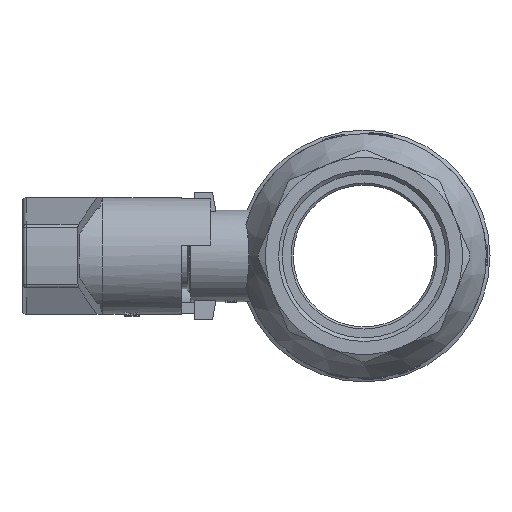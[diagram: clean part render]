
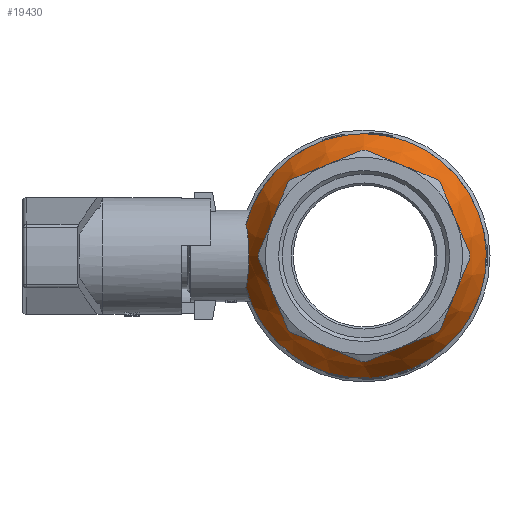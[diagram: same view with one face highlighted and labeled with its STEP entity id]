
A CAD part, left-side view. The second image highlights one B-rep face of the part: STEP entity #19430.
In plain terms, the highlighted conical face has half-angle 28.369 degrees and reference radius 26.75 mm.
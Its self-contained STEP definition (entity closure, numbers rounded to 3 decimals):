
#4023=B_SPLINE_CURVE_WITH_KNOTS('',3,(#30908,#30909,#30910,#30911,#30912,
#30913,#30914,#30915),.UNSPECIFIED.,.F.,.F.,(4,1,1,1,1,4),(0.,0.002,
0.005,0.01,0.014,0.019),
 .UNSPECIFIED.);
#4117=CONICAL_SURFACE('',#21088,26.75,0.495);
#5701=ORIENTED_EDGE('',*,*,#11675,.F.);
#5702=ORIENTED_EDGE('',*,*,#11259,.T.);
#5703=ORIENTED_EDGE('',*,*,#11733,.F.);
#11259=EDGE_CURVE('',#14278,#14279,#16303,.T.);
#11675=EDGE_CURVE('',#14278,#14279,#4023,.T.);
#11733=EDGE_CURVE('',#14751,#14751,#16361,.T.);
#14278=VERTEX_POINT('',#30058);
#14279=VERTEX_POINT('',#30059);
#14751=VERTEX_POINT('',#31059);
#16303=CIRCLE('',#20697,33.5);
#16361=CIRCLE('',#21089,26.75);
#16739=EDGE_LOOP('',(#5701,#5702));
#16740=EDGE_LOOP('',(#5703));
#18039=FACE_BOUND('',#16739,.T.);
#18040=FACE_BOUND('',#16740,.T.);
#19430=ADVANCED_FACE('',(#18039,#18040),#4117,.T.);
#20697=AXIS2_PLACEMENT_3D('',#30057,#23340,#23341);
#21088=AXIS2_PLACEMENT_3D('',#31057,#24199,#24200);
#21089=AXIS2_PLACEMENT_3D('',#31058,#24201,#24202);
#23340=DIRECTION('',(0.,-1.,0.));
#23341=DIRECTION('',(0.,0.,-1.));
#24199=DIRECTION('',(0.,1.,0.));
#24200=DIRECTION('',(1.,0.,0.));
#24201=DIRECTION('',(0.,-1.,0.));
#24202=DIRECTION('',(0.,0.,-1.));
#30057=CARTESIAN_POINT('',(0.,-9.,0.));
#30058=CARTESIAN_POINT('',(-8.675,-9.,32.357));
#30059=CARTESIAN_POINT('',(8.675,-9.,32.357));
#30908=CARTESIAN_POINT('',(-8.675,-9.,32.357));
#30909=CARTESIAN_POINT('',(-8.102,-9.552,32.202));
#30910=CARTESIAN_POINT('',(-6.868,-10.535,31.96));
#30911=CARTESIAN_POINT('',(-4.008,-12.032,31.668));
#30912=CARTESIAN_POINT('',(-0.005,-12.812,31.571));
#30913=CARTESIAN_POINT('',(4.805,-11.876,31.688));
#30914=CARTESIAN_POINT('',(7.53,-10.103,32.047));
#30915=CARTESIAN_POINT('',(8.675,-9.,32.357));
#31057=CARTESIAN_POINT('',(0.,-21.5,0.));
#31058=CARTESIAN_POINT('',(0.,-21.5,0.));
#31059=CARTESIAN_POINT('',(0.,-21.5,-26.75));
